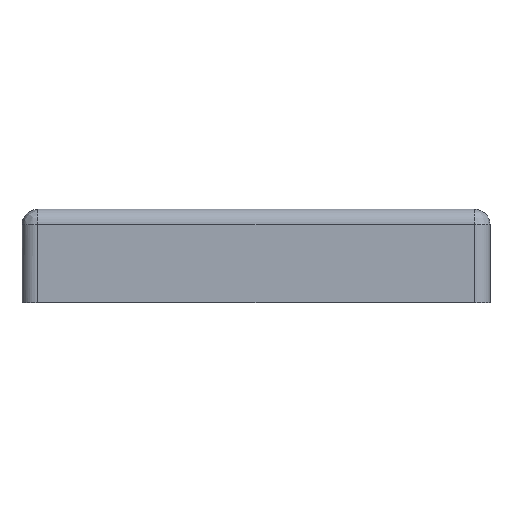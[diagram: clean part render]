
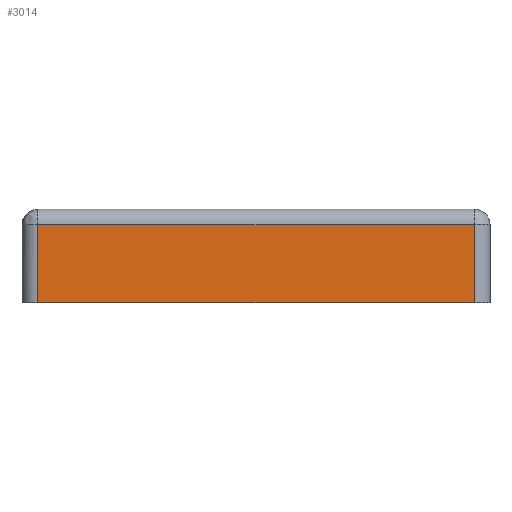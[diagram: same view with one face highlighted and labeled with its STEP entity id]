
A CAD part, front view. The second image highlights one B-rep face of the part: STEP entity #3014.
In plain terms, the highlighted planar face has unit normal (0, -1, 0).
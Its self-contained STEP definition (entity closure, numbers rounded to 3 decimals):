
#299 = VERTEX_POINT ( 'NONE', #4131 ) ;
#518 = EDGE_LOOP ( 'NONE', ( #4720, #7533, #4024, #2108 ) ) ;
#524 = DIRECTION ( 'NONE',  ( 0., 0., -1. ) ) ;
#869 = EDGE_CURVE ( 'NONE', #4854, #1971, #8091, .T. ) ;
#1238 = AXIS2_PLACEMENT_3D ( 'NONE', #8694, #4304, #9422 ) ;
#1469 = EDGE_CURVE ( 'NONE', #1870, #4854, #6860, .T. ) ;
#1870 = VERTEX_POINT ( 'NONE', #6247 ) ;
#1971 = VERTEX_POINT ( 'NONE', #5283 ) ;
#2108 = ORIENTED_EDGE ( 'NONE', *, *, #869, .F. ) ;
#3014 = ADVANCED_FACE ( 'NONE', ( #3557 ), #5753, .F. ) ;
#3107 = VECTOR ( 'NONE', #9321, 1000. ) ;
#3557 = FACE_OUTER_BOUND ( 'NONE', #518, .T. ) ;
#3907 = CARTESIAN_POINT ( 'NONE',  ( -28., -30., 12. ) ) ;
#4024 = ORIENTED_EDGE ( 'NONE', *, *, #6161, .F. ) ;
#4090 = CARTESIAN_POINT ( 'NONE',  ( 28., -30., 12. ) ) ;
#4131 = CARTESIAN_POINT ( 'NONE',  ( -28., -30., 0. ) ) ;
#4182 = VECTOR ( 'NONE', #524, 1000. ) ;
#4304 = DIRECTION ( 'NONE',  ( 0., 1., 0. ) ) ;
#4720 = ORIENTED_EDGE ( 'NONE', *, *, #1469, .F. ) ;
#4854 = VERTEX_POINT ( 'NONE', #8959 ) ;
#4928 = VECTOR ( 'NONE', #6744, 1000. ) ;
#5041 = LINE ( 'NONE', #7852, #3107 ) ;
#5283 = CARTESIAN_POINT ( 'NONE',  ( 28., -30., 0. ) ) ;
#5300 = EDGE_CURVE ( 'NONE', #299, #1870, #8414, .T. ) ;
#5753 = PLANE ( 'NONE',  #1238 ) ;
#6161 = EDGE_CURVE ( 'NONE', #1971, #299, #5041, .T. ) ;
#6247 = CARTESIAN_POINT ( 'NONE',  ( -28., -30., 10. ) ) ;
#6477 = VECTOR ( 'NONE', #6809, 1000. ) ;
#6744 = DIRECTION ( 'NONE',  ( 1., 0., 0. ) ) ;
#6809 = DIRECTION ( 'NONE',  ( 0., 0., 1. ) ) ;
#6860 = LINE ( 'NONE', #8614, #4928 ) ;
#7533 = ORIENTED_EDGE ( 'NONE', *, *, #5300, .F. ) ;
#7852 = CARTESIAN_POINT ( 'NONE',  ( -30., -30., 0. ) ) ;
#8091 = LINE ( 'NONE', #4090, #4182 ) ;
#8414 = LINE ( 'NONE', #3907, #6477 ) ;
#8614 = CARTESIAN_POINT ( 'NONE',  ( 30., -30., 10. ) ) ;
#8694 = CARTESIAN_POINT ( 'NONE',  ( -30., -30., 12. ) ) ;
#8959 = CARTESIAN_POINT ( 'NONE',  ( 28., -30., 10. ) ) ;
#9321 = DIRECTION ( 'NONE',  ( -1., 0., 0. ) ) ;
#9422 = DIRECTION ( 'NONE',  ( 0., 0., 1. ) ) ;
